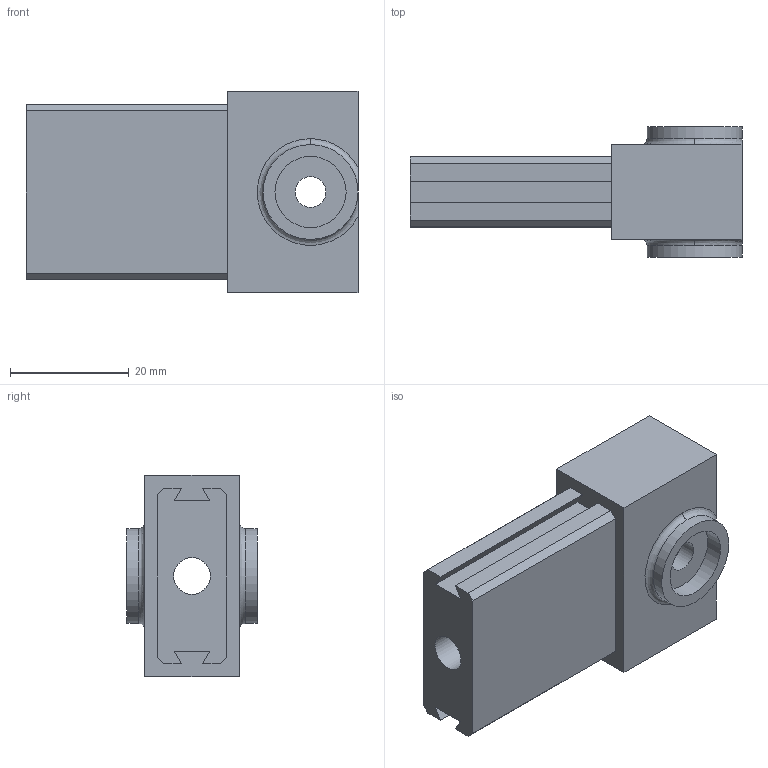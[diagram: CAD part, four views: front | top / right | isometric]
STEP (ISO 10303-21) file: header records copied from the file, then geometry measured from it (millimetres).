
FILE_DESCRIPTION(('FreeCAD Model'),'2;1');
FILE_NAME('X-Tensionner.step','2015-10-11T21:22:06',('Author'),(''), 'Open CASCADE STEP processor 6.8','FreeCAD','Unknown');
FILE_SCHEMA(('AUTOMOTIVE_DESIGN_CC2 { 1 2 10303 214 -1 1 5 4 }'));
Length unit declared in the file: millimetre
Products named in the file (1): Pocket009
Bounding box: 56 x 22 x 34 mm (x, y, z)
Volume: 15273.2 mm3; surface area: 9416.6 mm2
Topology: 1 solids, 1 shells, 66 faces, 190 edges, 132 vertices
Faces by surface type: plane 46, cylinder 14, revolution 6
Full cylindrical faces by diameter (mm): 5.2 x2, 6.2 x1, 8.5 x2, 12 x1, 16 x2
Entity records: 7120 total; most frequent: CARTESIAN_POINT 3376, DIRECTION 669, ORIENTED_EDGE 380, PCURVE 380, DEFINITIONAL_REPRESENTATION 380, LINE 379, VECTOR 379, EDGE_CURVE 190
